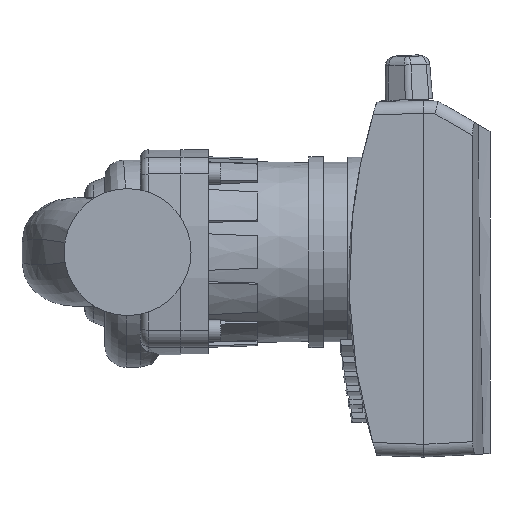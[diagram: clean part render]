
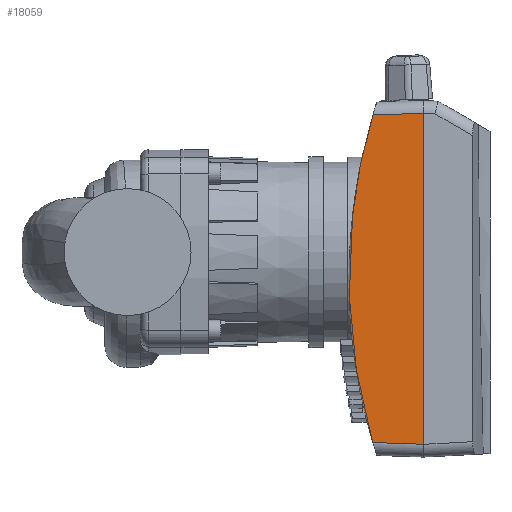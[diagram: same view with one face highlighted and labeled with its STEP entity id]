
A CAD part, front view. The second image highlights one B-rep face of the part: STEP entity #18059.
In plain terms, the highlighted planar face has unit normal (-0.035, -0.999, 0).
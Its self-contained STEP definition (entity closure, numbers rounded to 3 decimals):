
#192 = DIRECTION ( 'NONE',  ( 0., 0., -1. ) ) ;
#193 = VECTOR ( 'NONE', #192, 1000. ) ;
#194 = CARTESIAN_POINT ( 'NONE',  ( 113.7, -68.5, -96. ) ) ;
#195 = LINE ( 'NONE', #194, #193 ) ;
#196 = CARTESIAN_POINT ( 'NONE',  ( 113.7, -68.5, 65.004 ) ) ;
#310 = DIRECTION ( 'NONE',  ( -0.035, -0.999, 0. ) ) ;
#311 = CARTESIAN_POINT ( 'NONE',  ( 113.7, -68.5, -96. ) ) ;
#312 = AXIS2_PLACEMENT_3D ( 'NONE', #311, #310, #356 ) ;
#313 = FACE_OUTER_BOUND ( 'NONE', #18060, .T. ) ;
#319 = PLANE ( 'NONE',  #312 ) ;
#334 = LINE ( 'NONE', #335, #427 ) ;
#335 = CARTESIAN_POINT ( 'NONE',  ( 108.091, -68.304, 64.808 ) ) ;
#356 = DIRECTION ( 'NONE',  ( 0.999, -0.035, 0. ) ) ;
#395 = CARTESIAN_POINT ( 'NONE',  ( 113.7, -68.5, -90.004 ) ) ;
#425 = LINE ( 'NONE', #431, #430 ) ;
#426 = DIRECTION ( 'NONE',  ( -0.999, 0.035, -0.035 ) ) ;
#427 = VECTOR ( 'NONE', #426, 1000. ) ;
#429 = DIRECTION ( 'NONE',  ( 0.999, -0.035, -0.035 ) ) ;
#430 = VECTOR ( 'NONE', #429, 1000. ) ;
#431 = CARTESIAN_POINT ( 'NONE',  ( 113.909, -68.507, -90.011 ) ) ;
#664 = CARTESIAN_POINT ( 'NONE',  ( 74.891, -67.145, -38.778 ) ) ;
#665 = CARTESIAN_POINT ( 'NONE',  ( 89.814, -67.666, -89.17 ) ) ;
#666 =( BOUNDED_CURVE ( )  B_SPLINE_CURVE ( 3, ( #665, #664, #712, #711 ),
 .UNSPECIFIED., .F., .T. ) 
 B_SPLINE_CURVE_WITH_KNOTS ( ( 4, 4 ),
 ( 2.854, 3.43 ),
 .UNSPECIFIED. ) 
 CURVE ( )  GEOMETRIC_REPRESENTATION_ITEM ( )  RATIONAL_B_SPLINE_CURVE ( ( 1., 0.973, 0.973, 1. ) ) 
 REPRESENTATION_ITEM ( '' )  );
#667 = CARTESIAN_POINT ( 'NONE',  ( 89.814, -67.666, 64.17 ) ) ;
#668 = CARTESIAN_POINT ( 'NONE',  ( 89.814, -67.666, -89.17 ) ) ;
#711 = CARTESIAN_POINT ( 'NONE',  ( 89.814, -67.666, 64.17 ) ) ;
#712 = CARTESIAN_POINT ( 'NONE',  ( 74.891, -67.145, 13.778 ) ) ;
#17998 = VERTEX_POINT ( 'NONE', #196 ) ;
#18000 = EDGE_CURVE ( 'NONE', #17998, #18117, #195, .T. ) ;
#18023 = ORIENTED_EDGE ( 'NONE', *, *, #18000, .F. ) ;
#18024 = ORIENTED_EDGE ( 'NONE', *, *, #18025, .T. ) ;
#18025 = EDGE_CURVE ( 'NONE', #17998, #18160, #334, .T. ) ;
#18026 = ORIENTED_EDGE ( 'NONE', *, *, #18158, .F. ) ;
#18027 = ORIENTED_EDGE ( 'NONE', *, *, #18028, .T. ) ;
#18028 = EDGE_CURVE ( 'NONE', #18159, #18117, #425, .T. ) ;
#18059 = ADVANCED_FACE ( 'NONE', ( #313 ), #319, .T. ) ;
#18060 = EDGE_LOOP ( 'NONE', ( #18023, #18024, #18026, #18027 ) ) ;
#18117 = VERTEX_POINT ( 'NONE', #395 ) ;
#18158 = EDGE_CURVE ( 'NONE', #18159, #18160, #666, .T. ) ;
#18159 = VERTEX_POINT ( 'NONE', #668 ) ;
#18160 = VERTEX_POINT ( 'NONE', #667 ) ;
